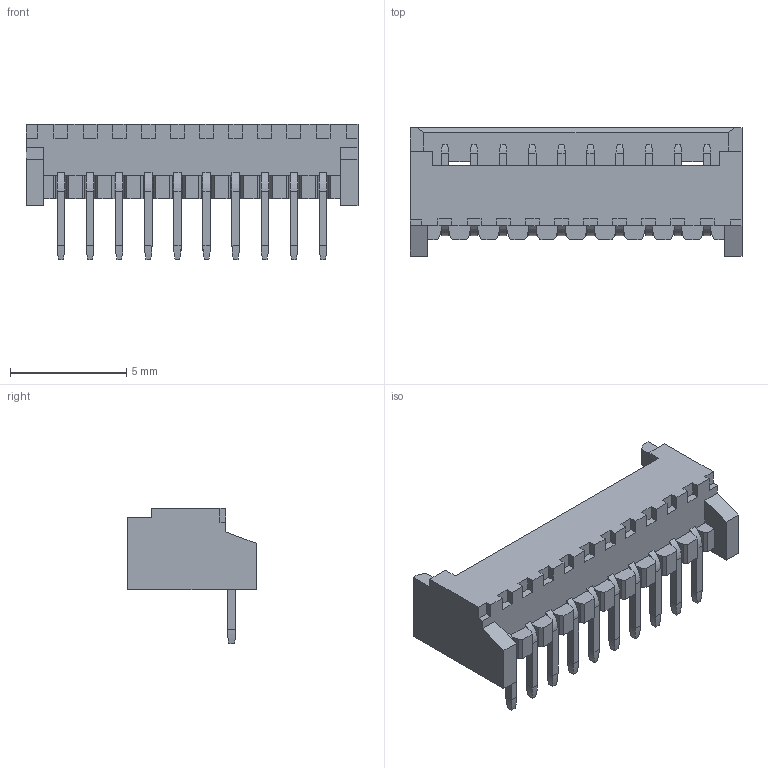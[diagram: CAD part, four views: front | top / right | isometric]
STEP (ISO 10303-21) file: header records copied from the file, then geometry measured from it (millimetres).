
FILE_DESCRIPTION(('STEP AP242'),'1');
FILE_NAME('53048-1010.stp','2023-06-28T00:35:42',('TraceParts'),('TraceParts S.A.'),'Spatial InterOp 3D',' ',' ');
FILE_SCHEMA(('AP242_MANAGED_MODEL_BASED_3D_ENGINEERING_MIM_LF {1 0 10303 442 1 1 4}'));
Length unit declared in the file: millimetre
Products named in the file (1): 53048-1010_1
Bounding box: 14.25 x 5.5 x 5.8 mm (x, y, z)
Volume: 105.7 mm3; surface area: 405.8 mm2
Topology: 1 solids, 1 shells, 348 faces, 942 edges, 626 vertices
Faces by surface type: plane 258, bspline 80, cylinder 10
Entity records: 12648 total; most frequent: CARTESIAN_POINT 4278, ORIENTED_EDGE 1844, DIRECTION 1442, EDGE_CURVE 922, LINE 822, VECTOR 822, VERTEX_POINT 586, EDGE_LOOP 362
